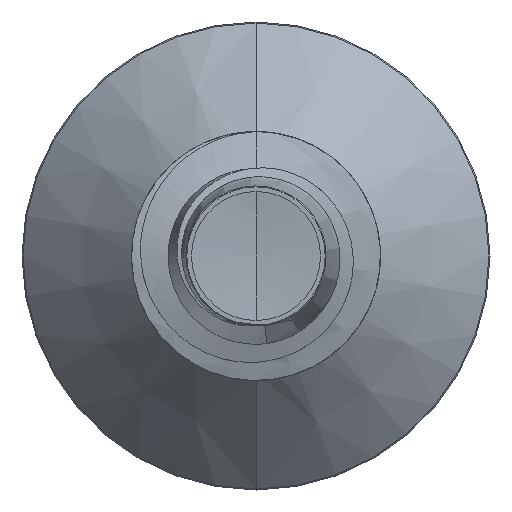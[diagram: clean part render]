
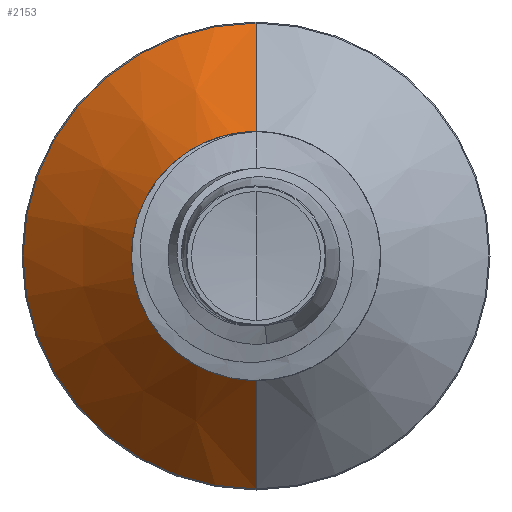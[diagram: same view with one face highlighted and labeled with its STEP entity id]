
A CAD part, front view. The second image highlights one B-rep face of the part: STEP entity #2153.
In plain terms, the highlighted conical face has half-angle 45 degrees and reference radius 1.189 mm.
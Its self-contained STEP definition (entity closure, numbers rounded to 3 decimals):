
#11 = EDGE_CURVE ( 'NONE', #256, #12259, #3637, .T. ) ;
#133 = CARTESIAN_POINT ( 'NONE',  ( 0., 7.289, 1.189 ) ) ;
#256 = VERTEX_POINT ( 'NONE', #907 ) ;
#381 = AXIS2_PLACEMENT_3D ( 'NONE', #3845, #3610, #4116 ) ;
#907 = CARTESIAN_POINT ( 'NONE',  ( 0., 7.289, -1.189 ) ) ;
#1319 = CARTESIAN_POINT ( 'NONE',  ( 0., 7.289, 0. ) ) ;
#1380 = DIRECTION ( 'NONE',  ( 0., 0., 1. ) ) ;
#1402 = DIRECTION ( 'NONE',  ( 0., 1., 0. ) ) ;
#1426 = CARTESIAN_POINT ( 'NONE',  ( 0., 8.439, 0. ) ) ;
#1851 = CIRCLE ( 'NONE', #11795, 2.339 ) ;
#2004 = DIRECTION ( 'NONE',  ( 0., 0., 1. ) ) ;
#2153 = ADVANCED_FACE ( 'NONE', ( #10426 ), #10118, .T. ) ;
#2380 = EDGE_CURVE ( 'NONE', #12259, #5362, #14778, .T. ) ;
#2876 = EDGE_CURVE ( 'NONE', #10447, #5362, #1851, .T. ) ;
#2956 = DIRECTION ( 'NONE',  ( 0., 0.707, 0.707 ) ) ;
#2974 = ORIENTED_EDGE ( 'NONE', *, *, #12783, .F. ) ;
#3025 = CARTESIAN_POINT ( 'NONE',  ( 0., 7.289, 1.189 ) ) ;
#3303 = ORIENTED_EDGE ( 'NONE', *, *, #11, .T. ) ;
#3610 = DIRECTION ( 'NONE',  ( 0., 1., 0. ) ) ;
#3637 = CIRCLE ( 'NONE', #7015, 1.189 ) ;
#3845 = CARTESIAN_POINT ( 'NONE',  ( 0., 7.289, 0. ) ) ;
#3939 = DIRECTION ( 'NONE',  ( 0., 0.707, -0.707 ) ) ;
#4116 = DIRECTION ( 'NONE',  ( 0., 0., 1. ) ) ;
#4204 = ORIENTED_EDGE ( 'NONE', *, *, #2380, .T. ) ;
#4599 = ORIENTED_EDGE ( 'NONE', *, *, #2876, .F. ) ;
#4904 = EDGE_LOOP ( 'NONE', ( #2974, #3303, #4204, #4599 ) ) ;
#5362 = VERTEX_POINT ( 'NONE', #13311 ) ;
#7015 = AXIS2_PLACEMENT_3D ( 'NONE', #1319, #8323, #2004 ) ;
#8027 = CARTESIAN_POINT ( 'NONE',  ( 0., 7.289, -1.189 ) ) ;
#8323 = DIRECTION ( 'NONE',  ( 0., 1., 0. ) ) ;
#9565 = LINE ( 'NONE', #8027, #14892 ) ;
#10118 = CONICAL_SURFACE ( 'NONE', #381, 1.189, 0.785 ) ;
#10426 = FACE_OUTER_BOUND ( 'NONE', #4904, .T. ) ;
#10447 = VERTEX_POINT ( 'NONE', #14573 ) ;
#11795 = AXIS2_PLACEMENT_3D ( 'NONE', #1426, #1402, #1380 ) ;
#12259 = VERTEX_POINT ( 'NONE', #133 ) ;
#12783 = EDGE_CURVE ( 'NONE', #256, #10447, #9565, .T. ) ;
#13311 = CARTESIAN_POINT ( 'NONE',  ( 0., 8.439, 2.339 ) ) ;
#14573 = CARTESIAN_POINT ( 'NONE',  ( 0., 8.439, -2.339 ) ) ;
#14778 = LINE ( 'NONE', #3025, #15030 ) ;
#14892 = VECTOR ( 'NONE', #3939, 1000. ) ;
#15030 = VECTOR ( 'NONE', #2956, 1000. ) ;
